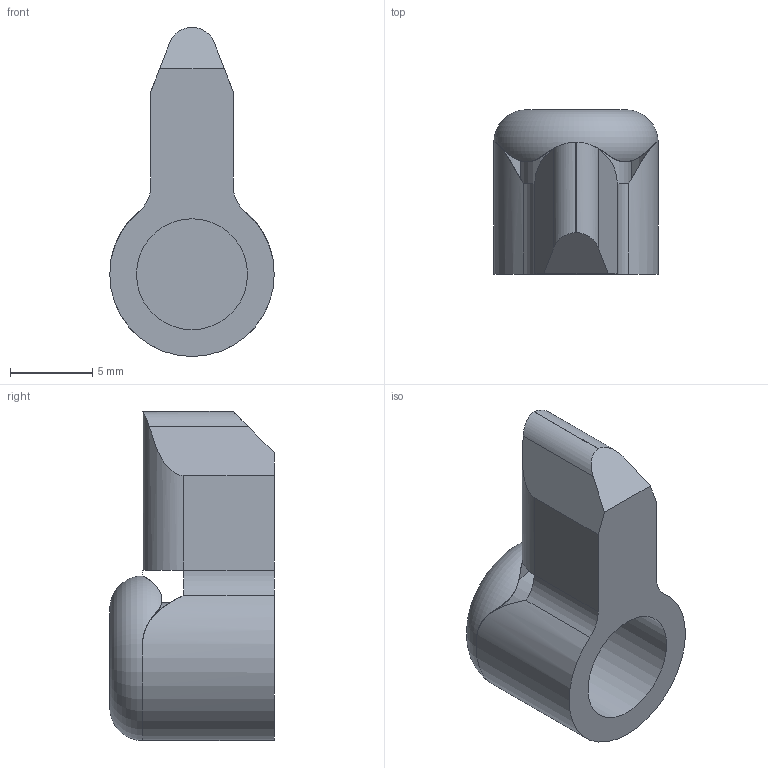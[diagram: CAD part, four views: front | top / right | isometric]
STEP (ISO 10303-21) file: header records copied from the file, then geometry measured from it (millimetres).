
FILE_DESCRIPTION(/* description */ (''),/* implementation_level */ '2;1');
FILE_NAME(/* name */ 'select fire lever v4.step',/* time_stamp */ '2022-11-20T14:54:53-05:00',/* author */ (''),/* organization */ (''),/* preprocessor_version */ 'ST-DEVELOPER v19.2',/* originating_system */ 'Autodesk Translation Framework v11.17.0.187',/* authorisation */ '');
FILE_SCHEMA (('AUTOMOTIVE_DESIGN { 1 0 10303 214 3 1 1 }'));
Length unit declared in the file: millimetre
Products named in the file (1): select fire lever
Bounding box: 10 x 10 x 20 mm (x, y, z)
Volume: 803.8 mm3; surface area: 823.1 mm2
Topology: 1 solids, 1 shells, 22 faces, 51 edges, 33 vertices
Faces by surface type: plane 11, cylinder 7, torus 4
Full cylindrical faces by diameter (mm): 6.75 x1
Entity records: 778 total; most frequent: CARTESIAN_POINT 197, DIRECTION 115, ORIENTED_EDGE 102, EDGE_CURVE 51, AXIS2_PLACEMENT_3D 47, VERTEX_POINT 33, EDGE_LOOP 24, FACE_OUTER_BOUND 22
